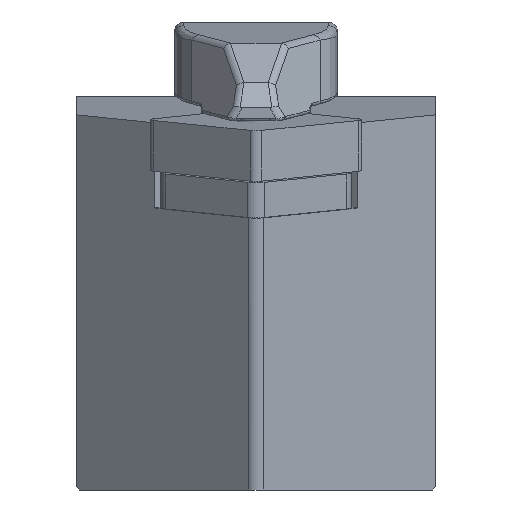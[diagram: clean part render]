
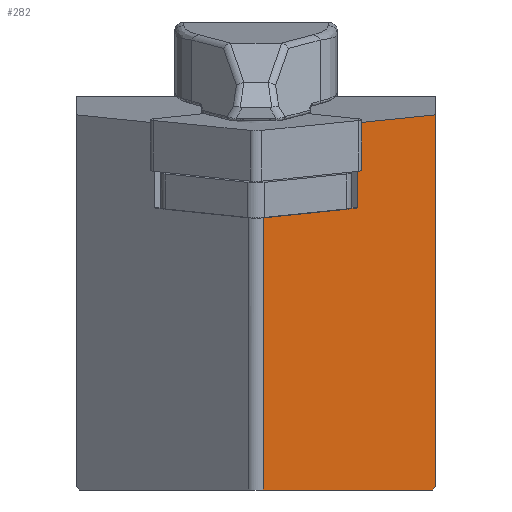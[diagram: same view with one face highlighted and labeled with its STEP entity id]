
A CAD part, left-side view. The second image highlights one B-rep face of the part: STEP entity #282.
In plain terms, the highlighted planar face has unit normal (-0.76, -0.643, -0.093).
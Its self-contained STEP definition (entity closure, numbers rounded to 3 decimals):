
#282=ADVANCED_FACE('',(#467),#404,.F.);
#404=PLANE('',#2263);
#467=FACE_OUTER_BOUND('',#589,.T.);
#589=EDGE_LOOP('',(#1148,#1149,#1150,#1151,#1152,#1153,#1154,#1155));
#719=LINE('',#3139,#893);
#725=LINE('',#3155,#899);
#731=LINE('',#3167,#905);
#752=LINE('',#3225,#926);
#753=LINE('',#3226,#927);
#754=LINE('',#3228,#928);
#755=LINE('',#3230,#929);
#756=LINE('',#3232,#930);
#893=VECTOR('',#2513,1.);
#899=VECTOR('',#2525,1.);
#905=VECTOR('',#2533,1.);
#926=VECTOR('',#2572,1.);
#927=VECTOR('',#2573,1.);
#928=VECTOR('',#2574,1.);
#929=VECTOR('',#2575,1.);
#930=VECTOR('',#2576,1.);
#1148=ORIENTED_EDGE('',*,*,#1917,.F.);
#1149=ORIENTED_EDGE('',*,*,#1879,.F.);
#1150=ORIENTED_EDGE('',*,*,#1918,.F.);
#1151=ORIENTED_EDGE('',*,*,#1919,.F.);
#1152=ORIENTED_EDGE('',*,*,#1920,.F.);
#1153=ORIENTED_EDGE('',*,*,#1921,.F.);
#1154=ORIENTED_EDGE('',*,*,#1892,.F.);
#1155=ORIENTED_EDGE('',*,*,#1886,.F.);
#1681=VERTEX_POINT('',#3137);
#1683=VERTEX_POINT('',#3140);
#1689=VERTEX_POINT('',#3154);
#1690=VERTEX_POINT('',#3156);
#1695=VERTEX_POINT('',#3168);
#1712=VERTEX_POINT('',#3227);
#1713=VERTEX_POINT('',#3229);
#1714=VERTEX_POINT('',#3231);
#1879=EDGE_CURVE('',#1681,#1683,#719,.T.);
#1886=EDGE_CURVE('',#1689,#1690,#725,.T.);
#1892=EDGE_CURVE('',#1690,#1695,#731,.T.);
#1917=EDGE_CURVE('',#1683,#1689,#752,.T.);
#1918=EDGE_CURVE('',#1712,#1681,#753,.T.);
#1919=EDGE_CURVE('',#1713,#1712,#754,.T.);
#1920=EDGE_CURVE('',#1714,#1713,#755,.T.);
#1921=EDGE_CURVE('',#1695,#1714,#756,.T.);
#2263=AXIS2_PLACEMENT_3D('',#3233,#2577,#2578);
#2513=DIRECTION('',(0.638,-0.766,0.078));
#2525=DIRECTION('',(0.638,-0.766,0.078));
#2533=DIRECTION('',(0.122,0.,-0.993));
#2572=DIRECTION('',(-0.122,0.,0.993));
#2573=DIRECTION('',(0.638,-0.766,0.078));
#2574=DIRECTION('',(-0.122,0.,0.993));
#2575=DIRECTION('',(-0.646,0.764,0.));
#2576=DIRECTION('',(-0.455,0.63,-0.63));
#2577=DIRECTION('',(0.76,0.643,0.093));
#2578=DIRECTION('',(-0.646,0.764,0.));
#3137=CARTESIAN_POINT('',(8.858,-24.463,-6.912));
#3139=CARTESIAN_POINT('',(15.135,-32.,-6.141));
#3140=CARTESIAN_POINT('',(9.325,-25.023,-6.855));
#3154=CARTESIAN_POINT('',(8.394,-25.023,0.728));
#3155=CARTESIAN_POINT('',(14.204,-32.,1.442));
#3156=CARTESIAN_POINT('',(14.204,-32.,1.442));
#3167=CARTESIAN_POINT('',(19.042,-32.,-37.962));
#3168=CARTESIAN_POINT('',(18.274,-32.,-31.7));
#3225=CARTESIAN_POINT('',(13.232,-25.023,-38.676));
#3226=CARTESIAN_POINT('',(15.135,-32.,-6.141));
#3227=CARTESIAN_POINT('',(2.345,-16.643,-7.712));
#3228=CARTESIAN_POINT('',(6.252,-16.643,-39.533));
#3229=CARTESIAN_POINT('',(5.327,-16.643,-32.));
#3230=CARTESIAN_POINT('',(18.616,-32.361,-32.));
#3231=CARTESIAN_POINT('',(18.057,-31.7,-32.));
#3232=CARTESIAN_POINT('',(16.639,-29.737,-33.963));
#3233=CARTESIAN_POINT('',(19.042,-32.,-37.962));
